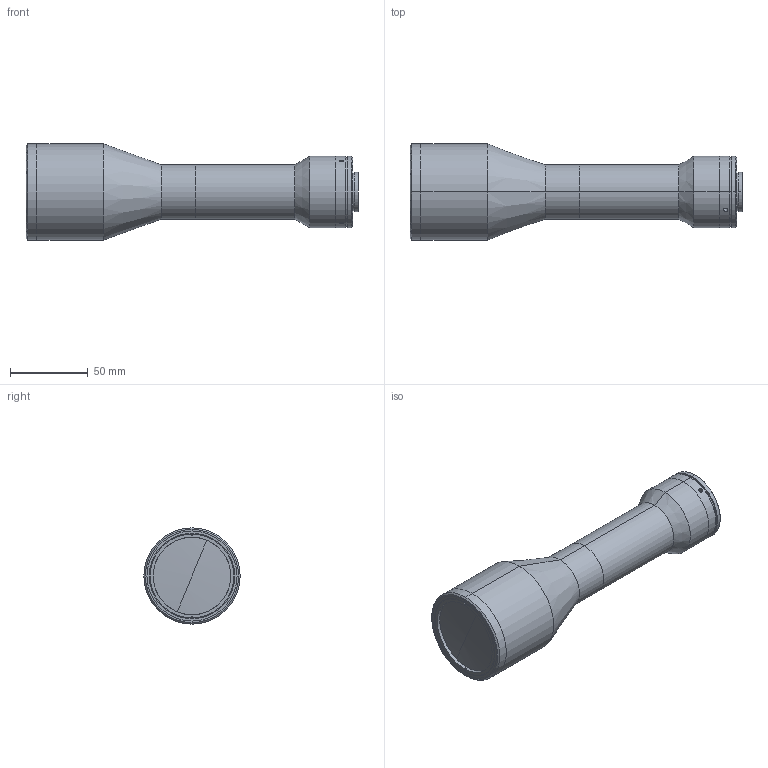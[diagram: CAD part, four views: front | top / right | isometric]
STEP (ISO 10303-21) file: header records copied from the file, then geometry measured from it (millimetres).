
FILE_DESCRIPTION (( 'STEP AP203' ), '1' );
FILE_NAME ('XF-5MDT05X220-1C.STEP', '2018-04-04T02:46:27', ( 'canrill005' ), ( '' ), 'SwSTEP 2.0', 'SolidWorks 2014', '' );
FILE_SCHEMA (( 'CONFIG_CONTROL_DESIGN' ));
Length unit declared in the file: millimetre
Products named in the file (1): XF-5MDT05X220-1C
Bounding box: 213.95 x 62 x 62 mm (x, y, z)
Surface area: 39479.9 mm2 (no closed solid volume)
Topology: 0 solids, 9 shells, 67 faces, 162 edges, 108 vertices
Faces by surface type: cylinder 36, plane 19, cone 8, sphere 4
Entity records: 2257 total; most frequent: CARTESIAN_POINT 566, DIRECTION 376, ORIENTED_EDGE 280, EDGE_CURVE 162, AXIS2_PLACEMENT_3D 158, VERTEX_POINT 108, CIRCLE 90, EDGE_LOOP 81
